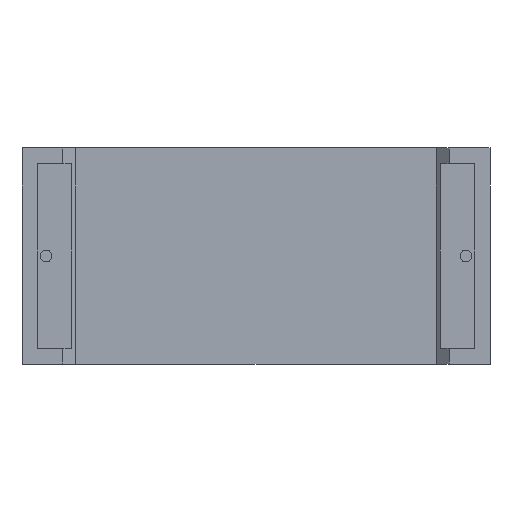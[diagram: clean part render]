
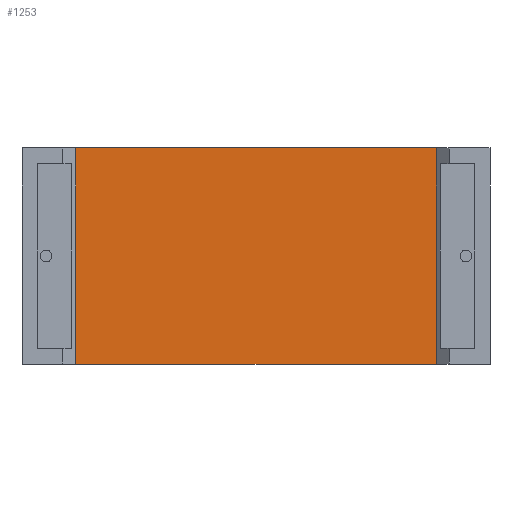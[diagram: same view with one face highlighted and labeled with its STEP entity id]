
A CAD part, front view. The second image highlights one B-rep face of the part: STEP entity #1253.
In plain terms, the highlighted planar face has unit normal (0, -1, 0).
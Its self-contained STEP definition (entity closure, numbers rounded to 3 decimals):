
#14 = VECTOR ( 'NONE', #1422, 1000. ) ;
#56 = LINE ( 'NONE', #73, #2393 ) ;
#73 = CARTESIAN_POINT ( 'NONE',  ( 20.9, 1.107, 0. ) ) ;
#186 = ORIENTED_EDGE ( 'NONE', *, *, #2698, .F. ) ;
#324 = VECTOR ( 'NONE', #1998, 1000. ) ;
#354 = ORIENTED_EDGE ( 'NONE', *, *, #2477, .T. ) ;
#464 = AXIS2_PLACEMENT_3D ( 'NONE', #1354, #884, #3046 ) ;
#606 = EDGE_LOOP ( 'NONE', ( #354, #1181, #186, #1843 ) ) ;
#884 = DIRECTION ( 'NONE',  ( 0., 1., 0. ) ) ;
#908 = CARTESIAN_POINT ( 'NONE',  ( 36.989, 1.107, 0. ) ) ;
#930 = LINE ( 'NONE', #1784, #324 ) ;
#956 = VERTEX_POINT ( 'NONE', #2430 ) ;
#985 = LINE ( 'NONE', #2578, #1859 ) ;
#1038 = VERTEX_POINT ( 'NONE', #3048 ) ;
#1181 = ORIENTED_EDGE ( 'NONE', *, *, #2171, .F. ) ;
#1224 = CARTESIAN_POINT ( 'NONE',  ( 36.989, 1.107, 19.3 ) ) ;
#1253 = ADVANCED_FACE ( 'NONE', ( #2073 ), #1347, .F. ) ;
#1270 = DIRECTION ( 'NONE',  ( -1., 0., 0. ) ) ;
#1347 = PLANE ( 'NONE',  #464 ) ;
#1354 = CARTESIAN_POINT ( 'NONE',  ( 20.9, 1.107, 0. ) ) ;
#1368 = CARTESIAN_POINT ( 'NONE',  ( 4.811, 1.107, 0. ) ) ;
#1408 = EDGE_CURVE ( 'NONE', #956, #3032, #2874, .T. ) ;
#1422 = DIRECTION ( 'NONE',  ( 0., 0., 1. ) ) ;
#1784 = CARTESIAN_POINT ( 'NONE',  ( 4.811, 1.107, 0. ) ) ;
#1843 = ORIENTED_EDGE ( 'NONE', *, *, #1408, .T. ) ;
#1859 = VECTOR ( 'NONE', #2819, 1000. ) ;
#1953 = VERTEX_POINT ( 'NONE', #1368 ) ;
#1998 = DIRECTION ( 'NONE',  ( 0., 0., 1. ) ) ;
#2073 = FACE_OUTER_BOUND ( 'NONE', #606, .T. ) ;
#2171 = EDGE_CURVE ( 'NONE', #1953, #1038, #930, .T. ) ;
#2393 = VECTOR ( 'NONE', #1270, 1000. ) ;
#2430 = CARTESIAN_POINT ( 'NONE',  ( 36.989, 1.107, 0. ) ) ;
#2477 = EDGE_CURVE ( 'NONE', #3032, #1038, #985, .T. ) ;
#2578 = CARTESIAN_POINT ( 'NONE',  ( 20.9, 1.107, 19.3 ) ) ;
#2698 = EDGE_CURVE ( 'NONE', #956, #1953, #56, .T. ) ;
#2819 = DIRECTION ( 'NONE',  ( -1., 0., 0. ) ) ;
#2874 = LINE ( 'NONE', #908, #14 ) ;
#3032 = VERTEX_POINT ( 'NONE', #1224 ) ;
#3046 = DIRECTION ( 'NONE',  ( -1., 0., 0. ) ) ;
#3048 = CARTESIAN_POINT ( 'NONE',  ( 4.811, 1.107, 19.3 ) ) ;
